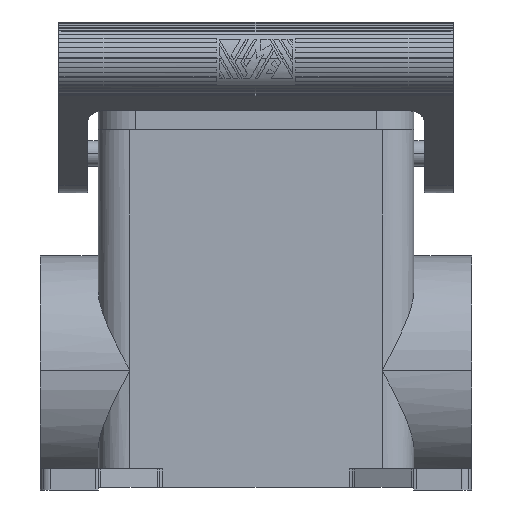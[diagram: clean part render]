
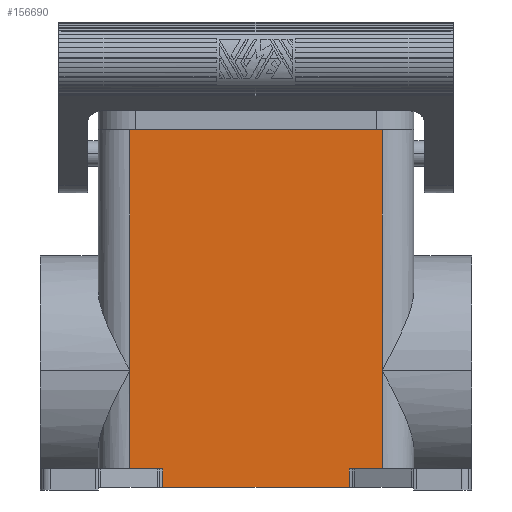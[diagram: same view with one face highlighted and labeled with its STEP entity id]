
A CAD part, front view. The second image highlights one B-rep face of the part: STEP entity #156690.
In plain terms, the highlighted planar face has unit normal (0, -1, 0).
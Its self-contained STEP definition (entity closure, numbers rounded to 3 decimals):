
#4470=CARTESIAN_POINT('',(24.,-21.75,-22.25));
#4480=VERTEX_POINT('',#4470);
#4530=CARTESIAN_POINT('',(24.,-21.75,1.5));
#4540=DIRECTION('',(0.,0.,1.));
#4550=VECTOR('',#4540,1.);
#4560=LINE('',#4530,#4550);
#4570=CARTESIAN_POINT('',(24.,-21.75,23.5));
#4580=VERTEX_POINT('',#4570);
#4590=EDGE_CURVE('',#4480,#4580,#4560,.T.);
#11320=CARTESIAN_POINT('',(24.,-21.75,-41.));
#11330=VERTEX_POINT('',#11320);
#11360=CARTESIAN_POINT('',(24.,-21.75,0.5));
#11370=DIRECTION('',(0.,0.,1.));
#11380=VECTOR('',#11370,1.);
#11390=LINE('',#11360,#11380);
#11400=EDGE_CURVE('',#11330,#4480,#11390,.T.);
#22620=CARTESIAN_POINT('',(24.,-21.75,23.5));
#22630=DIRECTION('',(-1.,0.,0.));
#22640=VECTOR('',#22630,48.);
#22650=LINE('',#22620,#22640);
#22660=CARTESIAN_POINT('',(-24.,-21.75,23.5));
#22670=VERTEX_POINT('',#22660);
#22680=EDGE_CURVE('',#4580,#22670,#22650,.T.);
#32840=CARTESIAN_POINT('',(-24.,-21.75,-22.25));
#32850=VERTEX_POINT('',#32840);
#32900=CARTESIAN_POINT('',(-24.,-21.75,-22.25));
#32910=DIRECTION('',(0.,0.,1.));
#32920=VECTOR('',#32910,44.75);
#32930=LINE('',#32900,#32920);
#32940=EDGE_CURVE('',#32850,#22670,#32930,.T.);
#46430=CARTESIAN_POINT('',(-24.,-21.75,-41.));
#46440=DIRECTION('',(0.,0.,1.));
#46450=VECTOR('',#46440,18.75);
#46460=LINE('',#46430,#46450);
#46470=CARTESIAN_POINT('',(-24.,-21.75,-41.));
#46480=VERTEX_POINT('',#46470);
#46490=EDGE_CURVE('',#46480,#32850,#46460,.T.);
#156190=CARTESIAN_POINT('',(24.,-21.75,0.5));
#156200=DIRECTION('',(0.,-1.,0.));
#156210=DIRECTION('',(0.,0.,-1.));
#156220=AXIS2_PLACEMENT_3D('',#156190,#156200,#156210);
#156230=PLANE('',#156220);
#156240=CARTESIAN_POINT('',(17.773,-21.75,-44.5));
#156250=DIRECTION('',(-1.,0.,0.));
#156260=VECTOR('',#156250,35.546);
#156270=LINE('',#156240,#156260);
#156280=CARTESIAN_POINT('',(17.773,-21.75,-44.5));
#156290=VERTEX_POINT('',#156280);
#156300=CARTESIAN_POINT('',(-17.773,-21.75,-44.5));
#156310=VERTEX_POINT('',#156300);
#156320=EDGE_CURVE('',#156290,#156310,#156270,.T.);
#156330=ORIENTED_EDGE('',*,*,#156320,.F.);
#156340=CARTESIAN_POINT('',(-17.773,-21.75,-44.5));
#156350=DIRECTION('',(0.,0.,1.));
#156360=VECTOR('',#156350,3.5);
#156370=LINE('',#156340,#156360);
#156380=CARTESIAN_POINT('',(-17.773,-21.75,-41.));
#156390=VERTEX_POINT('',#156380);
#156400=EDGE_CURVE('',#156310,#156390,#156370,.T.);
#156410=ORIENTED_EDGE('',*,*,#156400,.F.);
#156420=CARTESIAN_POINT('',(-24.,-21.75,-41.));
#156430=DIRECTION('',(1.,0.,0.));
#156440=VECTOR('',#156430,6.227);
#156450=LINE('',#156420,#156440);
#156460=EDGE_CURVE('',#46480,#156390,#156450,.T.);
#156470=ORIENTED_EDGE('',*,*,#156460,.T.);
#156480=ORIENTED_EDGE('',*,*,#46490,.F.);
#156490=ORIENTED_EDGE('',*,*,#32940,.F.);
#156500=ORIENTED_EDGE('',*,*,#22680,.T.);
#156510=ORIENTED_EDGE('',*,*,#4590,.T.);
#156520=ORIENTED_EDGE('',*,*,#11400,.T.);
#156530=CARTESIAN_POINT('',(17.773,-21.75,-41.));
#156540=DIRECTION('',(1.,0.,0.));
#156550=VECTOR('',#156540,6.227);
#156560=LINE('',#156530,#156550);
#156570=CARTESIAN_POINT('',(17.773,-21.75,-41.));
#156580=VERTEX_POINT('',#156570);
#156590=EDGE_CURVE('',#156580,#11330,#156560,.T.);
#156600=ORIENTED_EDGE('',*,*,#156590,.T.);
#156610=CARTESIAN_POINT('',(17.773,-21.75,-41.));
#156620=DIRECTION('',(0.,0.,-1.));
#156630=VECTOR('',#156620,3.5);
#156640=LINE('',#156610,#156630);
#156650=EDGE_CURVE('',#156580,#156290,#156640,.T.);
#156660=ORIENTED_EDGE('',*,*,#156650,.F.);
#156670=EDGE_LOOP('',(#156660,#156600,#156520,#156510,#156500,#156490,
#156480,#156470,#156410,#156330));
#156680=FACE_OUTER_BOUND('',#156670,.T.);
#156690=ADVANCED_FACE('',(#156680),#156230,.T.);
